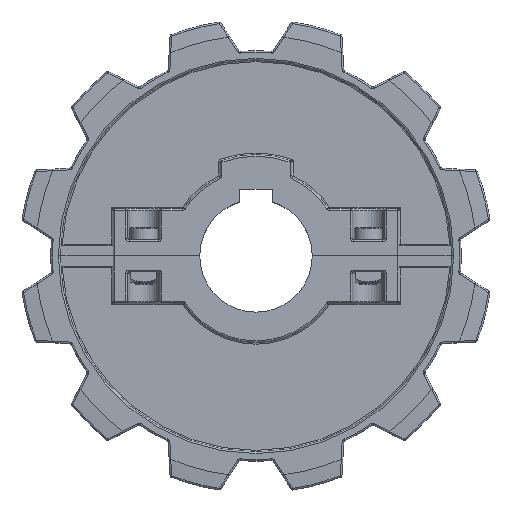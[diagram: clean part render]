
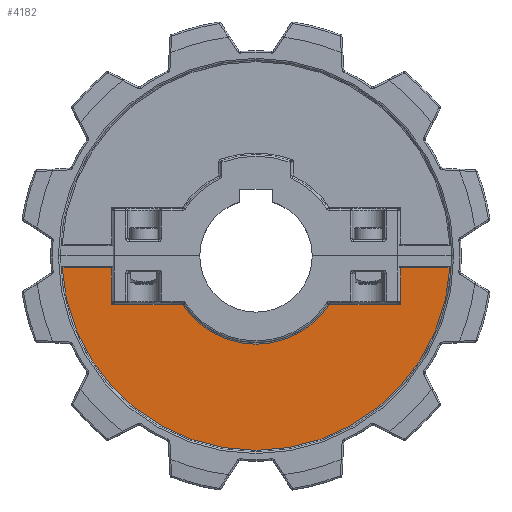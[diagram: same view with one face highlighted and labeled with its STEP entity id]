
A CAD part, top view. The second image highlights one B-rep face of the part: STEP entity #4182.
In plain terms, the highlighted planar face has unit normal (0, 0, 1).
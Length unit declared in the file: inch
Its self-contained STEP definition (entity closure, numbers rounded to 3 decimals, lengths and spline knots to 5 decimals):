
#115 = VECTOR ( 'NONE', #37566, 39.37008 ) ;
#117 = PLANE ( 'NONE',  #28558 ) ;
#448 = VERTEX_POINT ( 'NONE', #31386 ) ;
#1017 = AXIS2_PLACEMENT_3D ( 'NONE', #6580, #21582, #9366 ) ;
#1150 = EDGE_CURVE ( 'NONE', #1924, #16156, #15982, .T. ) ;
#1578 = VECTOR ( 'NONE', #10931, 39.37008 ) ;
#1924 = VERTEX_POINT ( 'NONE', #8904 ) ;
#2906 = CIRCLE ( 'NONE', #1017, 2.38 ) ;
#2916 = FACE_OUTER_BOUND ( 'NONE', #35298, .T. ) ;
#3058 = LINE ( 'NONE', #12627, #23846 ) ;
#3383 = CARTESIAN_POINT ( 'NONE',  ( 0., -0.595, 0.175 ) ) ;
#3411 = DIRECTION ( 'NONE',  ( 0., 1., 0. ) ) ;
#3590 = DIRECTION ( 'NONE',  ( -1., 0., 0. ) ) ;
#4182 = ADVANCED_FACE ( 'NONE', ( #2916 ), #117, .T. ) ;
#5234 = ORIENTED_EDGE ( 'NONE', *, *, #1150, .T. ) ;
#5464 = CARTESIAN_POINT ( 'NONE',  ( -1.77, -0.145, 0.175 ) ) ;
#5648 = LINE ( 'NONE', #3383, #30375 ) ;
#6580 = CARTESIAN_POINT ( 'NONE',  ( 0., 0., 0.175 ) ) ;
#6658 = DIRECTION ( 'NONE',  ( 0., 0., 1. ) ) ;
#6836 = CIRCLE ( 'NONE', #34246, 1.08 ) ;
#7151 = VERTEX_POINT ( 'NONE', #8698 ) ;
#8698 = CARTESIAN_POINT ( 'NONE',  ( -1.77, -0.595, 0.175 ) ) ;
#8904 = CARTESIAN_POINT ( 'NONE',  ( 1.77, -0.145, 0.175 ) ) ;
#9166 = LINE ( 'NONE', #30746, #21930 ) ;
#9366 = DIRECTION ( 'NONE',  ( 1., 0., 0. ) ) ;
#10931 = DIRECTION ( 'NONE',  ( -1., 0., 0. ) ) ;
#11244 = ORIENTED_EDGE ( 'NONE', *, *, #35695, .T. ) ;
#12107 = VERTEX_POINT ( 'NONE', #5464 ) ;
#12627 = CARTESIAN_POINT ( 'NONE',  ( 0., -0.145, 0.175 ) ) ;
#12860 = CARTESIAN_POINT ( 'NONE',  ( 0., 2.4, 0.175 ) ) ;
#13511 = EDGE_CURVE ( 'NONE', #7151, #12107, #9166, .T. ) ;
#13931 = CARTESIAN_POINT ( 'NONE',  ( 0., -0.145, 0.175 ) ) ;
#14293 = VECTOR ( 'NONE', #23356, 39.37008 ) ;
#15569 = ORIENTED_EDGE ( 'NONE', *, *, #20822, .T. ) ;
#15982 = LINE ( 'NONE', #19178, #115 ) ;
#16156 = VERTEX_POINT ( 'NONE', #27270 ) ;
#16417 = CARTESIAN_POINT ( 'NONE',  ( 0.90132, -0.595, 0.175 ) ) ;
#16474 = EDGE_CURVE ( 'NONE', #18328, #19305, #6836, .T. ) ;
#18328 = VERTEX_POINT ( 'NONE', #16417 ) ;
#18835 = DIRECTION ( 'NONE',  ( 1., 0., 0. ) ) ;
#19178 = CARTESIAN_POINT ( 'NONE',  ( 1.77, 2.4, 0.175 ) ) ;
#19305 = VERTEX_POINT ( 'NONE', #34462 ) ;
#20690 = CARTESIAN_POINT ( 'NONE',  ( 2.37558, -0.145, 0.175 ) ) ;
#20822 = EDGE_CURVE ( 'NONE', #448, #30084, #2906, .T. ) ;
#21376 = DIRECTION ( 'NONE',  ( 1., 0., 0. ) ) ;
#21582 = DIRECTION ( 'NONE',  ( 0., 0., 1. ) ) ;
#21930 = VECTOR ( 'NONE', #3411, 39.37008 ) ;
#22744 = ORIENTED_EDGE ( 'NONE', *, *, #13511, .T. ) ;
#22961 = LINE ( 'NONE', #31726, #1578 ) ;
#23156 = LINE ( 'NONE', #13931, #14293 ) ;
#23356 = DIRECTION ( 'NONE',  ( -1., 0., 0. ) ) ;
#23846 = VECTOR ( 'NONE', #36402, 39.37008 ) ;
#27270 = CARTESIAN_POINT ( 'NONE',  ( 1.77, -0.595, 0.175 ) ) ;
#28558 = AXIS2_PLACEMENT_3D ( 'NONE', #12860, #6658, #18835 ) ;
#30084 = VERTEX_POINT ( 'NONE', #20690 ) ;
#30375 = VECTOR ( 'NONE', #3590, 39.37008 ) ;
#30504 = ORIENTED_EDGE ( 'NONE', *, *, #34648, .T. ) ;
#30556 = CARTESIAN_POINT ( 'NONE',  ( 0., 0., 0.175 ) ) ;
#30746 = CARTESIAN_POINT ( 'NONE',  ( -1.77, 2.4, 0.175 ) ) ;
#31386 = CARTESIAN_POINT ( 'NONE',  ( -2.37558, -0.145, 0.175 ) ) ;
#31540 = ORIENTED_EDGE ( 'NONE', *, *, #16474, .T. ) ;
#31726 = CARTESIAN_POINT ( 'NONE',  ( 0., -0.595, 0.175 ) ) ;
#33171 = DIRECTION ( 'NONE',  ( 0., 0., -1. ) ) ;
#34246 = AXIS2_PLACEMENT_3D ( 'NONE', #30556, #33171, #21376 ) ;
#34284 = EDGE_CURVE ( 'NONE', #12107, #448, #3058, .T. ) ;
#34462 = CARTESIAN_POINT ( 'NONE',  ( -0.90132, -0.595, 0.175 ) ) ;
#34605 = EDGE_CURVE ( 'NONE', #30084, #1924, #23156, .T. ) ;
#34648 = EDGE_CURVE ( 'NONE', #19305, #7151, #22961, .T. ) ;
#34971 = ORIENTED_EDGE ( 'NONE', *, *, #34284, .T. ) ;
#35298 = EDGE_LOOP ( 'NONE', ( #31540, #30504, #22744, #34971, #15569, #38538, #5234, #11244 ) ) ;
#35695 = EDGE_CURVE ( 'NONE', #16156, #18328, #5648, .T. ) ;
#36402 = DIRECTION ( 'NONE',  ( -1., 0., 0. ) ) ;
#37566 = DIRECTION ( 'NONE',  ( 0., -1., 0. ) ) ;
#38538 = ORIENTED_EDGE ( 'NONE', *, *, #34605, .T. ) ;
